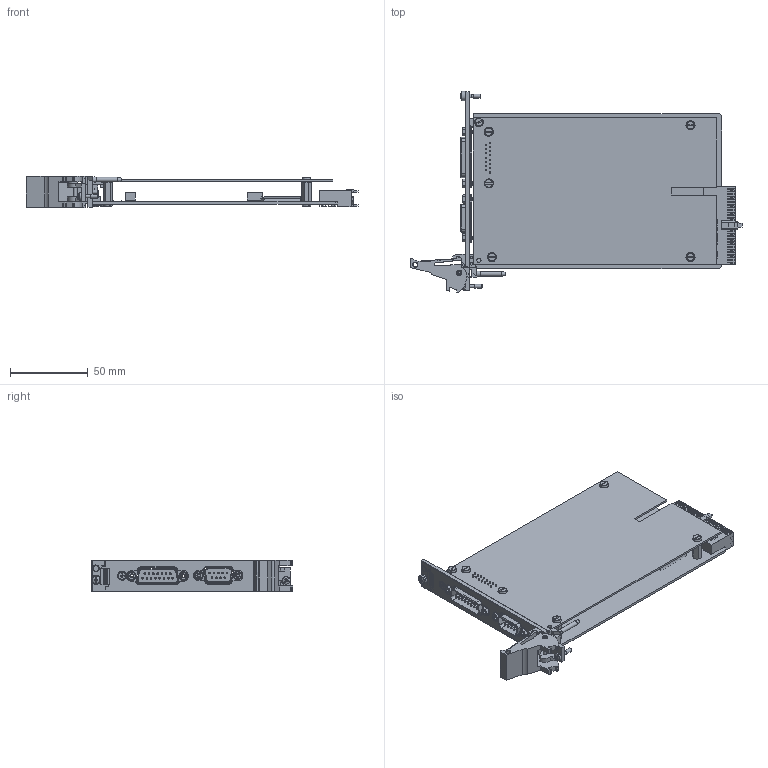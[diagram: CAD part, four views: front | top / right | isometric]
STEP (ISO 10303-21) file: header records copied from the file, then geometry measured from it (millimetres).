
FILE_DESCRIPTION (( 'STEP AP214' ), '1' );
FILE_NAME ('40-262-101 PXI 6Ch PT100 Simulator.STEP', '2013-08-22T14:47:00', ( 'admin' ), ( '' ), 'SwSTEP 2.0', 'SolidWorks 2012', '' );
FILE_SCHEMA (( 'AUTOMOTIVE_DESIGN' ));
Length unit declared in the file: millimetre
Products named in the file (1): 40-262-101 PXI 6Ch PT100 Simulator
Bounding box: 214.01 x 129.66 x 20 mm (x, y, z)
Surface area: 87727.6 mm2 (no closed solid volume)
Topology: 0 solids, 295 shells, 1936 faces, 7430 edges, 5569 vertices
Faces by surface type: plane 1414, cylinder 405, torus 73, cone 39, sphere 3, bspline 2
Full cylindrical faces by diameter (mm): 0.4 x32, 0.6 x134, 0.9 x2, 1 x2, 1.05 x24, 2 x5, 2.05 x7, 2.5 x3, 2.6 x1, 2.7 x1, 2.8 x1, 3 x3, 3.665 x1, 4.7 x1, 5 x2, 5.3 x1, 5.8 x4, 6 x1
Entity records: 103233 total; most frequent: CARTESIAN_POINT 23846, DIRECTION 11268, ORIENTED_EDGE 9993, EDGE_CURVE 6952, VERTEX_POINT 5392, VECTOR 5068, LINE 5068, AXIS2_PLACEMENT_3D 3100
